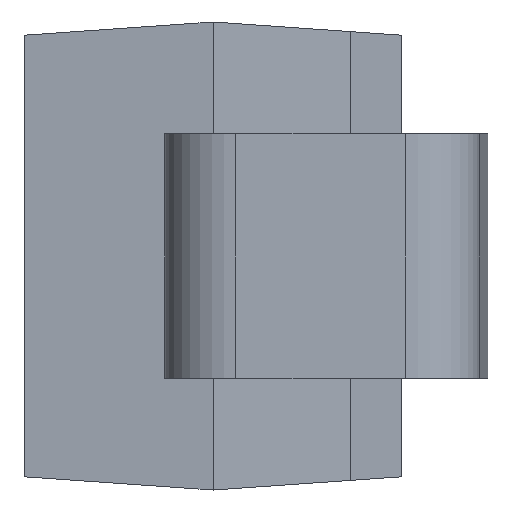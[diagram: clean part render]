
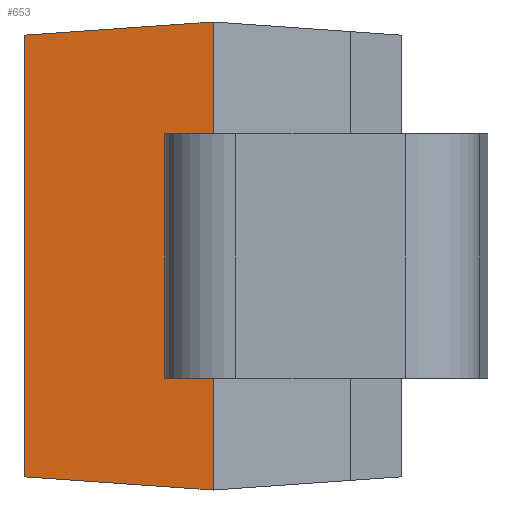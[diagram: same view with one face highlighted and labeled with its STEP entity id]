
A CAD part, left-side view. The second image highlights one B-rep face of the part: STEP entity #653.
In plain terms, the highlighted planar face has unit normal (-0.998, 0.07, 0).
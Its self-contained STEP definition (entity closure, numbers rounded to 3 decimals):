
#66 = LINE ( 'NONE', #802, #1197 ) ;
#81 = CARTESIAN_POINT ( 'NONE',  ( -2.188, 0., 1.363 ) ) ;
#87 = ORIENTED_EDGE ( 'NONE', *, *, #1086, .F. ) ;
#127 = CARTESIAN_POINT ( 'NONE',  ( -2.111, 1.1, 1.286 ) ) ;
#144 = LINE ( 'NONE', #1201, #366 ) ;
#149 = EDGE_CURVE ( 'NONE', #497, #747, #875, .T. ) ;
#174 = DIRECTION ( 'NONE',  ( 0., 0., 1. ) ) ;
#183 = EDGE_LOOP ( 'NONE', ( #1202, #949, #87, #985 ) ) ;
#243 = AXIS2_PLACEMENT_3D ( 'NONE', #684, #687, #586 ) ;
#269 = CARTESIAN_POINT ( 'NONE',  ( -2.111, 1.1, 1.363 ) ) ;
#351 = DIRECTION ( 'NONE',  ( -0.07, -0.995, 0.07 ) ) ;
#366 = VECTOR ( 'NONE', #351, 1000. ) ;
#368 = VECTOR ( 'NONE', #652, 1000. ) ;
#374 = CARTESIAN_POINT ( 'NONE',  ( -2.174, 0.189, -1.349 ) ) ;
#497 = VERTEX_POINT ( 'NONE', #568 ) ;
#568 = CARTESIAN_POINT ( 'NONE',  ( -2.111, 1.1, -1.286 ) ) ;
#586 = DIRECTION ( 'NONE',  ( -0.07, -0.998, 0. ) ) ;
#652 = DIRECTION ( 'NONE',  ( -0.07, -0.995, -0.07 ) ) ;
#653 = ADVANCED_FACE ( 'NONE', ( #886 ), #873, .T. ) ;
#684 = CARTESIAN_POINT ( 'NONE',  ( -2.188, 0., 1.363 ) ) ;
#685 = VERTEX_POINT ( 'NONE', #127 ) ;
#687 = DIRECTION ( 'NONE',  ( -0.998, 0.07, 0. ) ) ;
#702 = DIRECTION ( 'NONE',  ( 0., 0., 1. ) ) ;
#707 = CARTESIAN_POINT ( 'NONE',  ( -2.188, 0., -1.363 ) ) ;
#731 = EDGE_CURVE ( 'NONE', #747, #1036, #66, .T. ) ;
#747 = VERTEX_POINT ( 'NONE', #707 ) ;
#783 = EDGE_CURVE ( 'NONE', #685, #1036, #144, .T. ) ;
#802 = CARTESIAN_POINT ( 'NONE',  ( -2.188, 0., 1.363 ) ) ;
#873 = PLANE ( 'NONE',  #243 ) ;
#875 = LINE ( 'NONE', #374, #368 ) ;
#886 = FACE_OUTER_BOUND ( 'NONE', #183, .T. ) ;
#931 = LINE ( 'NONE', #269, #992 ) ;
#949 = ORIENTED_EDGE ( 'NONE', *, *, #783, .F. ) ;
#985 = ORIENTED_EDGE ( 'NONE', *, *, #149, .T. ) ;
#992 = VECTOR ( 'NONE', #174, 1000. ) ;
#1036 = VERTEX_POINT ( 'NONE', #81 ) ;
#1086 = EDGE_CURVE ( 'NONE', #497, #685, #931, .T. ) ;
#1197 = VECTOR ( 'NONE', #702, 1000. ) ;
#1201 = CARTESIAN_POINT ( 'NONE',  ( -2.166, 0.303, 1.341 ) ) ;
#1202 = ORIENTED_EDGE ( 'NONE', *, *, #731, .T. ) ;
